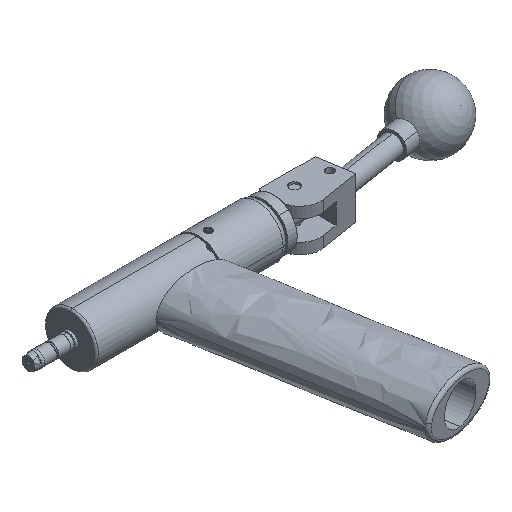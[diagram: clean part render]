
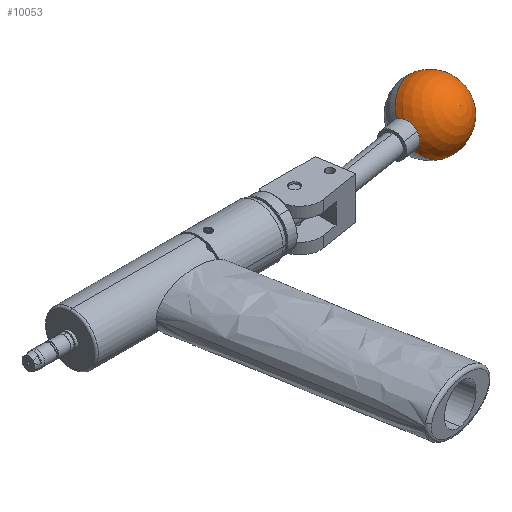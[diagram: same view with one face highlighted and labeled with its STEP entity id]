
A CAD part, isometric view. The second image highlights one B-rep face of the part: STEP entity #10053.
In plain terms, the highlighted spherical face has radius 15.875 mm.
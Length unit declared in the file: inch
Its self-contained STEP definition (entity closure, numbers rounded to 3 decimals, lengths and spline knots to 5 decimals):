
#405 = DIRECTION ( 'NONE',  ( 0.127, -0.801, 0.585 ) ) ;
#1470 = EDGE_CURVE ( 'NONE', #12143, #7099, #4077, .T. ) ;
#2186 = DIRECTION ( 'NONE',  ( 0.127, -0.801, 0.585 ) ) ;
#2679 = EDGE_CURVE ( 'NONE', #7099, #9247, #13222, .T. ) ;
#2785 = EDGE_CURVE ( 'NONE', #6888, #12143, #3446, .T. ) ;
#2843 = DIRECTION ( 'NONE',  ( 0.988, 0.156, 0. ) ) ;
#3446 = CIRCLE ( 'NONE', #7976, 0.625 ) ;
#3574 = ORIENTED_EDGE ( 'NONE', *, *, #11981, .F. ) ;
#4077 = CIRCLE ( 'NONE', #6091, 0.25 ) ;
#4105 = DIRECTION ( 'NONE',  ( -0.127, 0.801, -0.585 ) ) ;
#4571 = EDGE_LOOP ( 'NONE', ( #3574, #11089, #7041, #10219 ) ) ;
#4990 = DIRECTION ( 'NONE',  ( 0., 0.59, 0.808 ) ) ;
#5202 = CARTESIAN_POINT ( 'NONE',  ( 7.78472, 0.37782, 0. ) ) ;
#5603 = DIRECTION ( 'NONE',  ( 0.127, -0.801, 0.585 ) ) ;
#6091 = AXIS2_PLACEMENT_3D ( 'NONE', #15278, #6772, #5603 ) ;
#6450 = CARTESIAN_POINT ( 'NONE',  ( 7.16742, 0.28004, 0. ) ) ;
#6772 = DIRECTION ( 'NONE',  ( 0.988, 0.156, 0. ) ) ;
#6888 = VERTEX_POINT ( 'NONE', #5202 ) ;
#7041 = ORIENTED_EDGE ( 'NONE', *, *, #1470, .T. ) ;
#7099 = VERTEX_POINT ( 'NONE', #15029 ) ;
#7409 = DIRECTION ( 'NONE',  ( 0., -0.59, -0.808 ) ) ;
#7976 = AXIS2_PLACEMENT_3D ( 'NONE', #6450, #14669, #7409 ) ;
#7979 = AXIS2_PLACEMENT_3D ( 'NONE', #15411, #2186, #14175 ) ;
#8074 = AXIS2_PLACEMENT_3D ( 'NONE', #14837, #4105, #4990 ) ;
#8385 = CARTESIAN_POINT ( 'NONE',  ( 6.62453, 0.04597, -0.20274 ) ) ;
#8712 = CARTESIAN_POINT ( 'NONE',  ( 6.60165, 0.19044, 0. ) ) ;
#9247 = VERTEX_POINT ( 'NONE', #8385 ) ;
#9822 = CIRCLE ( 'NONE', #8074, 0.625 ) ;
#10053 = ADVANCED_FACE ( 'NONE', ( #11293 ), #11599, .T. ) ;
#10219 = ORIENTED_EDGE ( 'NONE', *, *, #2679, .T. ) ;
#11089 = ORIENTED_EDGE ( 'NONE', *, *, #2785, .T. ) ;
#11293 = FACE_OUTER_BOUND ( 'NONE', #4571, .T. ) ;
#11599 = SPHERICAL_SURFACE ( 'NONE', #7979, 0.625 ) ;
#11973 = AXIS2_PLACEMENT_3D ( 'NONE', #8712, #2843, #405 ) ;
#11981 = EDGE_CURVE ( 'NONE', #6888, #9247, #9822, .T. ) ;
#12143 = VERTEX_POINT ( 'NONE', #12489 ) ;
#12489 = CARTESIAN_POINT ( 'NONE',  ( 6.57877, 0.3349, 0.20274 ) ) ;
#13222 = CIRCLE ( 'NONE', #11973, 0.25 ) ;
#14175 = DIRECTION ( 'NONE',  ( 0.092, -0.578, -0.811 ) ) ;
#14669 = DIRECTION ( 'NONE',  ( 0.127, -0.801, 0.585 ) ) ;
#14837 = CARTESIAN_POINT ( 'NONE',  ( 7.16742, 0.28004, 0. ) ) ;
#15029 = CARTESIAN_POINT ( 'NONE',  ( 6.63337, -0.00981, 0.14627 ) ) ;
#15278 = CARTESIAN_POINT ( 'NONE',  ( 6.60165, 0.19044, 0. ) ) ;
#15411 = CARTESIAN_POINT ( 'NONE',  ( 7.16742, 0.28004, 0. ) ) ;
